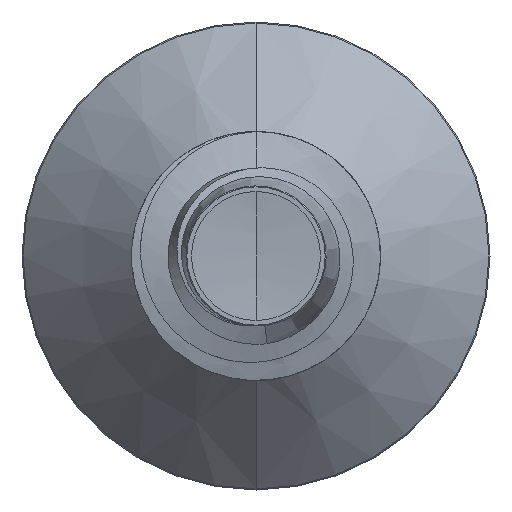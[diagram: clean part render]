
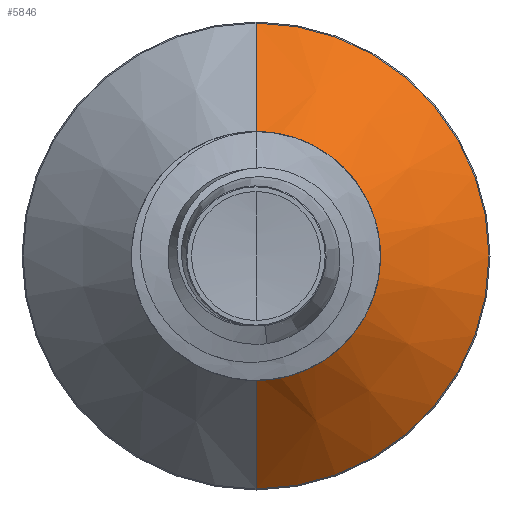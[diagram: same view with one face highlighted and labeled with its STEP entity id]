
A CAD part, front view. The second image highlights one B-rep face of the part: STEP entity #5846.
In plain terms, the highlighted conical face has half-angle 45 degrees and reference radius 1.189 mm.
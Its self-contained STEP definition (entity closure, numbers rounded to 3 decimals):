
#1181 = DIRECTION ( 'NONE',  ( 0., 0.707, -0.707 ) ) ;
#1250 = CONICAL_SURFACE ( 'NONE', #13381, 1.189, 0.785 ) ;
#1260 = CARTESIAN_POINT ( 'NONE',  ( 0., 6.289, -1.189 ) ) ;
#1277 = ORIENTED_EDGE ( 'NONE', *, *, #14803, .F. ) ;
#1925 = DIRECTION ( 'NONE',  ( 0., 0., 1. ) ) ;
#1953 = DIRECTION ( 'NONE',  ( 0., 1., 0. ) ) ;
#1977 = CARTESIAN_POINT ( 'NONE',  ( 0., 6.289, 0. ) ) ;
#2142 = CIRCLE ( 'NONE', #3187, 2.339 ) ;
#2582 = ORIENTED_EDGE ( 'NONE', *, *, #15415, .T. ) ;
#3187 = AXIS2_PLACEMENT_3D ( 'NONE', #12883, #12869, #12861 ) ;
#3395 = VECTOR ( 'NONE', #13193, 1000. ) ;
#4459 = CARTESIAN_POINT ( 'NONE',  ( 0., 6.289, -1.189 ) ) ;
#4938 = DIRECTION ( 'NONE',  ( 0., 0., 1. ) ) ;
#4982 = DIRECTION ( 'NONE',  ( 0., 1., 0. ) ) ;
#5030 = CARTESIAN_POINT ( 'NONE',  ( 0., 6.289, 0. ) ) ;
#5309 = CARTESIAN_POINT ( 'NONE',  ( 0., 6.289, 1.189 ) ) ;
#5846 = ADVANCED_FACE ( 'NONE', ( #10178 ), #1250, .T. ) ;
#6400 = CARTESIAN_POINT ( 'NONE',  ( 0., 6.289, 1.189 ) ) ;
#6663 = CIRCLE ( 'NONE', #7520, 1.189 ) ;
#6795 = EDGE_LOOP ( 'NONE', ( #7241, #2582, #15869, #1277 ) ) ;
#7241 = ORIENTED_EDGE ( 'NONE', *, *, #15247, .T. ) ;
#7520 = AXIS2_PLACEMENT_3D ( 'NONE', #1977, #1953, #1925 ) ;
#7891 = LINE ( 'NONE', #6400, #3395 ) ;
#8296 = VERTEX_POINT ( 'NONE', #10632 ) ;
#8320 = VECTOR ( 'NONE', #1181, 1000. ) ;
#10178 = FACE_OUTER_BOUND ( 'NONE', #6795, .T. ) ;
#10632 = CARTESIAN_POINT ( 'NONE',  ( 0., 7.439, -2.339 ) ) ;
#11970 = VERTEX_POINT ( 'NONE', #5309 ) ;
#12090 = LINE ( 'NONE', #1260, #8320 ) ;
#12861 = DIRECTION ( 'NONE',  ( 0., 0., 1. ) ) ;
#12869 = DIRECTION ( 'NONE',  ( 0., 1., 0. ) ) ;
#12883 = CARTESIAN_POINT ( 'NONE',  ( 0., 7.439, 0. ) ) ;
#13193 = DIRECTION ( 'NONE',  ( 0., 0.707, 0.707 ) ) ;
#13381 = AXIS2_PLACEMENT_3D ( 'NONE', #5030, #4982, #4938 ) ;
#13828 = VERTEX_POINT ( 'NONE', #15838 ) ;
#14803 = EDGE_CURVE ( 'NONE', #11970, #13828, #7891, .T. ) ;
#14902 = EDGE_CURVE ( 'NONE', #13828, #8296, #2142, .T. ) ;
#15247 = EDGE_CURVE ( 'NONE', #11970, #16702, #6663, .T. ) ;
#15415 = EDGE_CURVE ( 'NONE', #16702, #8296, #12090, .T. ) ;
#15838 = CARTESIAN_POINT ( 'NONE',  ( 0., 7.439, 2.339 ) ) ;
#15869 = ORIENTED_EDGE ( 'NONE', *, *, #14902, .F. ) ;
#16702 = VERTEX_POINT ( 'NONE', #4459 ) ;
